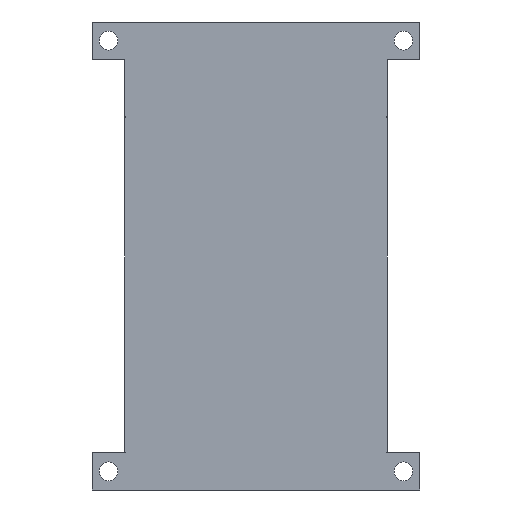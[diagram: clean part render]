
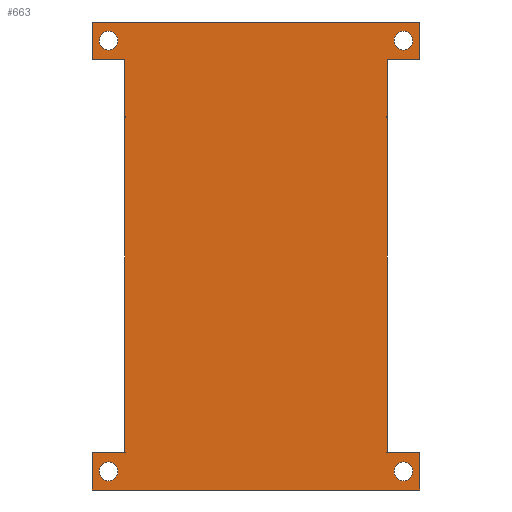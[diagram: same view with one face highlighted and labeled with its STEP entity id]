
A CAD part, left-side view. The second image highlights one B-rep face of the part: STEP entity #663.
In plain terms, the highlighted planar face has unit normal (-1, 0, 0).
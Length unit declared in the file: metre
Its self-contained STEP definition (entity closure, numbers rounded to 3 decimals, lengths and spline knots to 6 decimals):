
#19=B_SPLINE_CURVE_WITH_KNOTS('',3,(#957,#958,#959,#960),.UNSPECIFIED.,
 .F.,.F.,(4,4),(0.,0.6),.UNSPECIFIED.);
#20=B_SPLINE_CURVE_WITH_KNOTS('',3,(#972,#973,#974,#975),.UNSPECIFIED.,
 .F.,.F.,(4,4),(0.4,1.),.UNSPECIFIED.);
#53=CIRCLE('',#719,0.01);
#54=CIRCLE('',#721,0.01);
#55=CIRCLE('',#722,0.01);
#56=CIRCLE('',#723,0.01);
#94=ORIENTED_EDGE('',*,*,#249,.F.);
#95=ORIENTED_EDGE('',*,*,#272,.T.);
#96=ORIENTED_EDGE('',*,*,#261,.F.);
#97=ORIENTED_EDGE('',*,*,#273,.F.);
#98=ORIENTED_EDGE('',*,*,#274,.F.);
#99=ORIENTED_EDGE('',*,*,#275,.T.);
#100=ORIENTED_EDGE('',*,*,#276,.F.);
#101=ORIENTED_EDGE('',*,*,#277,.T.);
#102=ORIENTED_EDGE('',*,*,#278,.T.);
#103=ORIENTED_EDGE('',*,*,#279,.F.);
#104=ORIENTED_EDGE('',*,*,#280,.T.);
#105=ORIENTED_EDGE('',*,*,#281,.T.);
#106=ORIENTED_EDGE('',*,*,#265,.T.);
#107=ORIENTED_EDGE('',*,*,#270,.F.);
#108=ORIENTED_EDGE('',*,*,#271,.F.);
#109=ORIENTED_EDGE('',*,*,#282,.F.);
#110=ORIENTED_EDGE('',*,*,#283,.T.);
#111=ORIENTED_EDGE('',*,*,#284,.T.);
#249=EDGE_CURVE('',#342,#343,#405,.T.);
#261=EDGE_CURVE('',#352,#353,#414,.T.);
#265=EDGE_CURVE('',#357,#356,#418,.T.);
#270=EDGE_CURVE('',#343,#356,#422,.T.);
#271=EDGE_CURVE('',#359,#359,#53,.T.);
#272=EDGE_CURVE('',#342,#353,#423,.T.);
#273=EDGE_CURVE('',#360,#352,#424,.T.);
#274=EDGE_CURVE('',#361,#360,#19,.F.);
#275=EDGE_CURVE('',#361,#362,#425,.T.);
#276=EDGE_CURVE('',#363,#362,#426,.T.);
#277=EDGE_CURVE('',#363,#364,#427,.T.);
#278=EDGE_CURVE('',#364,#365,#428,.T.);
#279=EDGE_CURVE('',#366,#365,#429,.T.);
#280=EDGE_CURVE('',#366,#367,#20,.T.);
#281=EDGE_CURVE('',#367,#357,#430,.T.);
#282=EDGE_CURVE('',#368,#368,#54,.T.);
#283=EDGE_CURVE('',#369,#369,#55,.T.);
#284=EDGE_CURVE('',#370,#370,#56,.T.);
#342=VERTEX_POINT('',#906);
#343=VERTEX_POINT('',#908);
#352=VERTEX_POINT('',#930);
#353=VERTEX_POINT('',#932);
#356=VERTEX_POINT('',#939);
#357=VERTEX_POINT('',#941);
#359=VERTEX_POINT('',#952);
#360=VERTEX_POINT('',#956);
#361=VERTEX_POINT('',#961);
#362=VERTEX_POINT('',#963);
#363=VERTEX_POINT('',#965);
#364=VERTEX_POINT('',#967);
#365=VERTEX_POINT('',#969);
#366=VERTEX_POINT('',#971);
#367=VERTEX_POINT('',#976);
#368=VERTEX_POINT('',#979);
#369=VERTEX_POINT('',#981);
#370=VERTEX_POINT('',#983);
#405=LINE('',#907,#463);
#414=LINE('',#931,#472);
#418=LINE('',#940,#476);
#422=LINE('',#949,#480);
#423=LINE('',#954,#481);
#424=LINE('',#955,#482);
#425=LINE('',#962,#483);
#426=LINE('',#964,#484);
#427=LINE('',#966,#485);
#428=LINE('',#968,#486);
#429=LINE('',#970,#487);
#430=LINE('',#977,#488);
#463=VECTOR('',#758,1.);
#472=VECTOR('',#777,1.);
#476=VECTOR('',#783,1.);
#480=VECTOR('',#793,1.);
#481=VECTOR('',#800,1.);
#482=VECTOR('',#801,1.);
#483=VECTOR('',#802,1.);
#484=VECTOR('',#803,1.);
#485=VECTOR('',#804,1.);
#486=VECTOR('',#805,1.);
#487=VECTOR('',#806,1.);
#488=VECTOR('',#807,1.);
#530=EDGE_LOOP('',(#94,#95,#96,#97,#98,#99,#100,#101,#102,#103,#104,#105,
#106,#107));
#531=EDGE_LOOP('',(#108));
#532=EDGE_LOOP('',(#109));
#533=EDGE_LOOP('',(#110));
#534=EDGE_LOOP('',(#111));
#586=FACE_BOUND('',#530,.T.);
#587=FACE_BOUND('',#531,.T.);
#588=FACE_BOUND('',#532,.T.);
#589=FACE_BOUND('',#533,.T.);
#590=FACE_BOUND('',#534,.T.);
#637=PLANE('',#720);
#663=ADVANCED_FACE('',(#586,#587,#588,#589,#590),#637,.T.);
#719=AXIS2_PLACEMENT_3D('',#951,#796,#797);
#720=AXIS2_PLACEMENT_3D('',#953,#798,#799);
#721=AXIS2_PLACEMENT_3D('',#978,#808,#809);
#722=AXIS2_PLACEMENT_3D('',#980,#810,#811);
#723=AXIS2_PLACEMENT_3D('',#982,#812,#813);
#758=DIRECTION('',(0.,1.,0.));
#777=DIRECTION('',(0.,-1.,0.));
#783=DIRECTION('',(0.,1.,0.));
#793=DIRECTION('',(0.,0.,1.));
#796=DIRECTION('',(-1.,0.,0.));
#797=DIRECTION('',(0.,-1.,0.));
#798=DIRECTION('',(-1.,0.,0.));
#799=DIRECTION('',(0.,-1.,0.));
#800=DIRECTION('',(0.,0.,1.));
#801=DIRECTION('',(0.,0.,-1.));
#802=DIRECTION('',(0.,-1.,0.));
#803=DIRECTION('',(0.,0.,-1.));
#804=DIRECTION('',(0.,1.,0.));
#805=DIRECTION('',(0.,0.,-1.));
#806=DIRECTION('',(0.,1.,0.));
#807=DIRECTION('',(0.,0.,-1.));
#808=DIRECTION('',(-1.,0.,0.));
#809=DIRECTION('',(0.,-1.,0.));
#810=DIRECTION('',(1.,0.,0.));
#811=DIRECTION('',(0.,-1.,0.));
#812=DIRECTION('',(1.,0.,0.));
#813=DIRECTION('',(0.,-1.,0.));
#906=CARTESIAN_POINT('',(-0.14,-0.175,0.));
#907=CARTESIAN_POINT('',(-0.14,0.1575,0.));
#908=CARTESIAN_POINT('',(-0.14,0.175,0.));
#930=CARTESIAN_POINT('',(-0.14,-0.14,0.04));
#931=CARTESIAN_POINT('',(-0.14,-0.1575,0.04));
#932=CARTESIAN_POINT('',(-0.14,-0.175,0.04));
#939=CARTESIAN_POINT('',(-0.14,0.175,0.04));
#940=CARTESIAN_POINT('',(-0.14,0.1575,0.04));
#941=CARTESIAN_POINT('',(-0.14,0.14,0.04));
#949=CARTESIAN_POINT('',(-0.14,0.175,0.02));
#951=CARTESIAN_POINT('',(-0.14,0.1575,0.02));
#952=CARTESIAN_POINT('',(-0.14,0.1475,0.02));
#953=CARTESIAN_POINT('',(-0.14,0.,0.25));
#954=CARTESIAN_POINT('',(-0.14,-0.175,0.02));
#955=CARTESIAN_POINT('',(-0.14,-0.14,500.));
#956=CARTESIAN_POINT('',(-0.14,-0.14,0.4));
#957=CARTESIAN_POINT('',(-0.14,-0.14,0.4));
#958=CARTESIAN_POINT('',(-0.14,-0.14,0.42));
#959=CARTESIAN_POINT('',(-0.14,-0.14,0.44));
#960=CARTESIAN_POINT('',(-0.14,-0.14,0.46));
#961=CARTESIAN_POINT('',(-0.14,-0.14,0.46));
#962=CARTESIAN_POINT('',(-0.14,-0.1575,0.46));
#963=CARTESIAN_POINT('',(-0.14,-0.175,0.46));
#964=CARTESIAN_POINT('',(-0.14,-0.175,0.48));
#965=CARTESIAN_POINT('',(-0.14,-0.175,0.5));
#966=CARTESIAN_POINT('',(-0.14,0.,0.5));
#967=CARTESIAN_POINT('',(-0.14,0.175,0.5));
#968=CARTESIAN_POINT('',(-0.14,0.175,0.48));
#969=CARTESIAN_POINT('',(-0.14,0.175,0.46));
#970=CARTESIAN_POINT('',(-0.14,0.1575,0.46));
#971=CARTESIAN_POINT('',(-0.14,0.14,0.46));
#972=CARTESIAN_POINT('',(-0.14,0.14,0.46));
#973=CARTESIAN_POINT('',(-0.14,0.14,0.44));
#974=CARTESIAN_POINT('',(-0.14,0.14,0.42));
#975=CARTESIAN_POINT('',(-0.14,0.14,0.4));
#976=CARTESIAN_POINT('',(-0.14,0.14,0.4));
#977=CARTESIAN_POINT('',(-0.14,0.14,500.));
#978=CARTESIAN_POINT('',(-0.14,0.1575,0.48));
#979=CARTESIAN_POINT('',(-0.14,0.1475,0.48));
#980=CARTESIAN_POINT('',(-0.14,-0.1575,0.48));
#981=CARTESIAN_POINT('',(-0.14,-0.1675,0.48));
#982=CARTESIAN_POINT('',(-0.14,-0.1575,0.02));
#983=CARTESIAN_POINT('',(-0.14,-0.1675,0.02));
